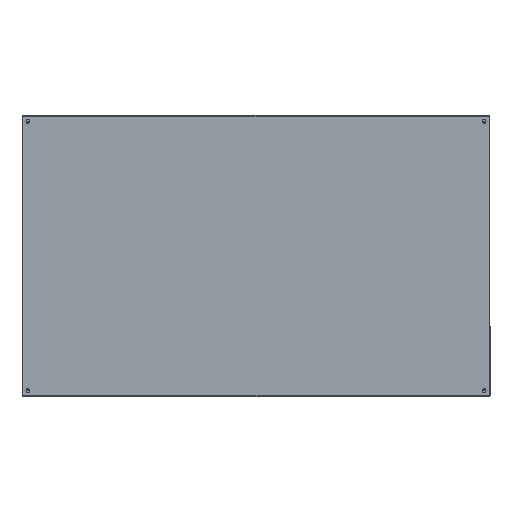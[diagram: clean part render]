
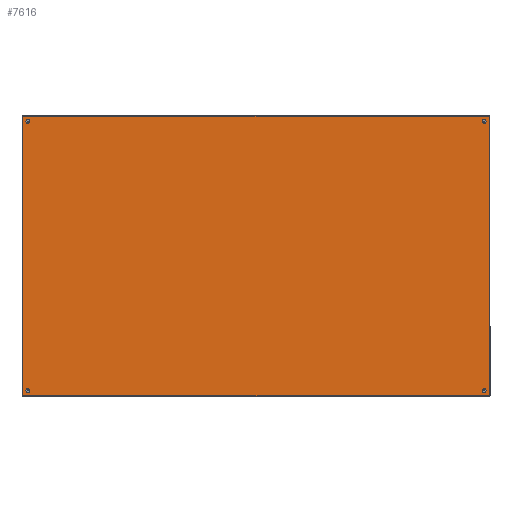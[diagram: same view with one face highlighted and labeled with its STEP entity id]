
A CAD part, left-side view. The second image highlights one B-rep face of the part: STEP entity #7616.
In plain terms, the highlighted face is planar.
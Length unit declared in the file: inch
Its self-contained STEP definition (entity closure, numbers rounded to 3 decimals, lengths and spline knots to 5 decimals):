
#266 = CARTESIAN_POINT ( 'NONE',  ( 17.892, 0., 29.892 ) ) ;
#1581 = DIRECTION ( 'NONE',  ( 0., -1., 0. ) ) ;
#4143 = FACE_OUTER_BOUND ( 'NONE', #45115, .T. ) ;
#4164 = AXIS2_PLACEMENT_3D ( 'NONE', #31841, #45254, #5802 ) ;
#5802 = DIRECTION ( 'NONE',  ( 0., 0., 1. ) ) ;
#6122 = EDGE_CURVE ( 'NONE', #62811, #50823, #86493, .T. ) ;
#6377 = VERTEX_POINT ( 'NONE', #55310 ) ;
#6535 = EDGE_CURVE ( 'NONE', #24574, #9135, #73564, .T. ) ;
#6876 = CIRCLE ( 'NONE', #40545, 0.25 ) ;
#7520 = DIRECTION ( 'NONE',  ( 0., -1., 0. ) ) ;
#7616 = ADVANCED_FACE ( 'NONE', ( #4143, #51795, #24206, #74184, #22004 ), #48532, .T. ) ;
#8551 = DIRECTION ( 'NONE',  ( 0., -1., 0. ) ) ;
#9135 = VERTEX_POINT ( 'NONE', #13772 ) ;
#9426 = DIRECTION ( 'NONE',  ( 0., 0., -1. ) ) ;
#9983 = CIRCLE ( 'NONE', #42996, 0.25 ) ;
#10250 = CARTESIAN_POINT ( 'NONE',  ( -17.892, 0., 0. ) ) ;
#10640 = EDGE_LOOP ( 'NONE', ( #59736, #51428 ) ) ;
#10672 = DIRECTION ( 'NONE',  ( 0., 0., 1. ) ) ;
#10783 = VERTEX_POINT ( 'NONE', #266 ) ;
#11875 = VERTEX_POINT ( 'NONE', #50162 ) ;
#12624 = EDGE_CURVE ( 'NONE', #35146, #35200, #49017, .T. ) ;
#13042 = DIRECTION ( 'NONE',  ( 0., 0., 1. ) ) ;
#13772 = CARTESIAN_POINT ( 'NONE',  ( -17.25, 0., -29. ) ) ;
#16176 = CIRCLE ( 'NONE', #31023, 0.25 ) ;
#17198 = DIRECTION ( 'NONE',  ( 0., -1., 0. ) ) ;
#18973 = DIRECTION ( 'NONE',  ( -1., 0., 0. ) ) ;
#19509 = CARTESIAN_POINT ( 'NONE',  ( -17.25, 0., 29. ) ) ;
#21135 = DIRECTION ( 'NONE',  ( 0., 0., 1. ) ) ;
#22004 = FACE_BOUND ( 'NONE', #10640, .T. ) ;
#22666 = VECTOR ( 'NONE', #9426, 39.37008 ) ;
#22935 = DIRECTION ( 'NONE',  ( 0., 1., 0. ) ) ;
#24206 = FACE_BOUND ( 'NONE', #42059, .T. ) ;
#24420 = ORIENTED_EDGE ( 'NONE', *, *, #53215, .T. ) ;
#24574 = VERTEX_POINT ( 'NONE', #38855 ) ;
#24982 = DIRECTION ( 'NONE',  ( 0., 0., 1. ) ) ;
#26184 = ORIENTED_EDGE ( 'NONE', *, *, #43048, .T. ) ;
#27088 = CARTESIAN_POINT ( 'NONE',  ( 0., 0., 29.892 ) ) ;
#27230 = DIRECTION ( 'NONE',  ( 0., -1., 0. ) ) ;
#28786 = LINE ( 'NONE', #27088, #47931 ) ;
#29759 = CARTESIAN_POINT ( 'NONE',  ( 0., 0., 0. ) ) ;
#29875 = VERTEX_POINT ( 'NONE', #47031 ) ;
#31023 = AXIS2_PLACEMENT_3D ( 'NONE', #83389, #8551, #42306 ) ;
#31248 = CARTESIAN_POINT ( 'NONE',  ( -17.25, 0., 29.25 ) ) ;
#31841 = CARTESIAN_POINT ( 'NONE',  ( -17.25, 0., -29.25 ) ) ;
#33332 = CARTESIAN_POINT ( 'NONE',  ( 17.25, 0., -29.25 ) ) ;
#34110 = EDGE_CURVE ( 'NONE', #87040, #10783, #28786, .T. ) ;
#34842 = CARTESIAN_POINT ( 'NONE',  ( 17.892, 0., -29.892 ) ) ;
#35122 = ORIENTED_EDGE ( 'NONE', *, *, #12624, .T. ) ;
#35146 = VERTEX_POINT ( 'NONE', #45522 ) ;
#35200 = VERTEX_POINT ( 'NONE', #58868 ) ;
#36059 = CARTESIAN_POINT ( 'NONE',  ( 17.892, 0., 0. ) ) ;
#37744 = VECTOR ( 'NONE', #18973, 39.37008 ) ;
#38855 = CARTESIAN_POINT ( 'NONE',  ( -17.25, 0., -29.5 ) ) ;
#40545 = AXIS2_PLACEMENT_3D ( 'NONE', #67856, #7520, #21135 ) ;
#41733 = EDGE_LOOP ( 'NONE', ( #51496, #78951 ) ) ;
#42059 = EDGE_LOOP ( 'NONE', ( #57843, #87926 ) ) ;
#42306 = DIRECTION ( 'NONE',  ( 0., 0., 1. ) ) ;
#42996 = AXIS2_PLACEMENT_3D ( 'NONE', #65616, #17198, #10672 ) ;
#43048 = EDGE_CURVE ( 'NONE', #29875, #87040, #72049, .T. ) ;
#43192 = VECTOR ( 'NONE', #24982, 39.37008 ) ;
#43622 = CARTESIAN_POINT ( 'NONE',  ( -17.25, 0., 29.5 ) ) ;
#44532 = EDGE_LOOP ( 'NONE', ( #24420, #35122 ) ) ;
#45115 = EDGE_LOOP ( 'NONE', ( #26184, #87020, #57735, #59702 ) ) ;
#45254 = DIRECTION ( 'NONE',  ( 0., -1., 0. ) ) ;
#45508 = AXIS2_PLACEMENT_3D ( 'NONE', #83278, #1581, #76195 ) ;
#45522 = CARTESIAN_POINT ( 'NONE',  ( 17.25, 0., -29.5 ) ) ;
#45802 = DIRECTION ( 'NONE',  ( 0., -1., 0. ) ) ;
#47031 = CARTESIAN_POINT ( 'NONE',  ( -17.892, 0., -29.892 ) ) ;
#47931 = VECTOR ( 'NONE', #74755, 39.37008 ) ;
#48532 = PLANE ( 'NONE',  #66123 ) ;
#49017 = CIRCLE ( 'NONE', #73042, 0.25 ) ;
#50162 = CARTESIAN_POINT ( 'NONE',  ( 17.25, 0., 29. ) ) ;
#50583 = DIRECTION ( 'NONE',  ( 0., 0., 1. ) ) ;
#50823 = VERTEX_POINT ( 'NONE', #19509 ) ;
#51428 = ORIENTED_EDGE ( 'NONE', *, *, #6535, .T. ) ;
#51496 = ORIENTED_EDGE ( 'NONE', *, *, #55166, .T. ) ;
#51510 = DIRECTION ( 'NONE',  ( 0., 0., 1. ) ) ;
#51795 = FACE_BOUND ( 'NONE', #41733, .T. ) ;
#53215 = EDGE_CURVE ( 'NONE', #35200, #35146, #9983, .T. ) ;
#53610 = EDGE_CURVE ( 'NONE', #11875, #6377, #16176, .T. ) ;
#53752 = CARTESIAN_POINT ( 'NONE',  ( 17.25, 0., 29.25 ) ) ;
#55166 = EDGE_CURVE ( 'NONE', #6377, #11875, #83937, .T. ) ;
#55310 = CARTESIAN_POINT ( 'NONE',  ( 17.25, 0., 29.5 ) ) ;
#56297 = EDGE_CURVE ( 'NONE', #50823, #62811, #6876, .T. ) ;
#57735 = ORIENTED_EDGE ( 'NONE', *, *, #82326, .T. ) ;
#57843 = ORIENTED_EDGE ( 'NONE', *, *, #6122, .T. ) ;
#58868 = CARTESIAN_POINT ( 'NONE',  ( 17.25, 0., -29. ) ) ;
#59013 = LINE ( 'NONE', #65663, #37744 ) ;
#59702 = ORIENTED_EDGE ( 'NONE', *, *, #85563, .T. ) ;
#59736 = ORIENTED_EDGE ( 'NONE', *, *, #82524, .T. ) ;
#60669 = DIRECTION ( 'NONE',  ( 0., -1., 0. ) ) ;
#62811 = VERTEX_POINT ( 'NONE', #43622 ) ;
#63765 = AXIS2_PLACEMENT_3D ( 'NONE', #31248, #45802, #51510 ) ;
#65616 = CARTESIAN_POINT ( 'NONE',  ( 17.25, 0., -29.25 ) ) ;
#65663 = CARTESIAN_POINT ( 'NONE',  ( 0., 0., -29.892 ) ) ;
#66123 = AXIS2_PLACEMENT_3D ( 'NONE', #29759, #22935, #50583 ) ;
#67856 = CARTESIAN_POINT ( 'NONE',  ( -17.25, 0., 29.25 ) ) ;
#69568 = VERTEX_POINT ( 'NONE', #34842 ) ;
#71739 = LINE ( 'NONE', #36059, #22666 ) ;
#72049 = LINE ( 'NONE', #10250, #43192 ) ;
#73042 = AXIS2_PLACEMENT_3D ( 'NONE', #33332, #60669, #74461 ) ;
#73564 = CIRCLE ( 'NONE', #45508, 0.25 ) ;
#74184 = FACE_BOUND ( 'NONE', #44532, .T. ) ;
#74461 = DIRECTION ( 'NONE',  ( 0., 0., 1. ) ) ;
#74755 = DIRECTION ( 'NONE',  ( 1., 0., 0. ) ) ;
#76195 = DIRECTION ( 'NONE',  ( 0., 0., 1. ) ) ;
#76940 = CIRCLE ( 'NONE', #4164, 0.25 ) ;
#77532 = AXIS2_PLACEMENT_3D ( 'NONE', #53752, #27230, #13042 ) ;
#78951 = ORIENTED_EDGE ( 'NONE', *, *, #53610, .T. ) ;
#82326 = EDGE_CURVE ( 'NONE', #10783, #69568, #71739, .T. ) ;
#82524 = EDGE_CURVE ( 'NONE', #9135, #24574, #76940, .T. ) ;
#83278 = CARTESIAN_POINT ( 'NONE',  ( -17.25, 0., -29.25 ) ) ;
#83389 = CARTESIAN_POINT ( 'NONE',  ( 17.25, 0., 29.25 ) ) ;
#83937 = CIRCLE ( 'NONE', #77532, 0.25 ) ;
#85563 = EDGE_CURVE ( 'NONE', #69568, #29875, #59013, .T. ) ;
#85959 = CARTESIAN_POINT ( 'NONE',  ( -17.892, 0., 29.892 ) ) ;
#86493 = CIRCLE ( 'NONE', #63765, 0.25 ) ;
#87020 = ORIENTED_EDGE ( 'NONE', *, *, #34110, .T. ) ;
#87040 = VERTEX_POINT ( 'NONE', #85959 ) ;
#87926 = ORIENTED_EDGE ( 'NONE', *, *, #56297, .T. ) ;
